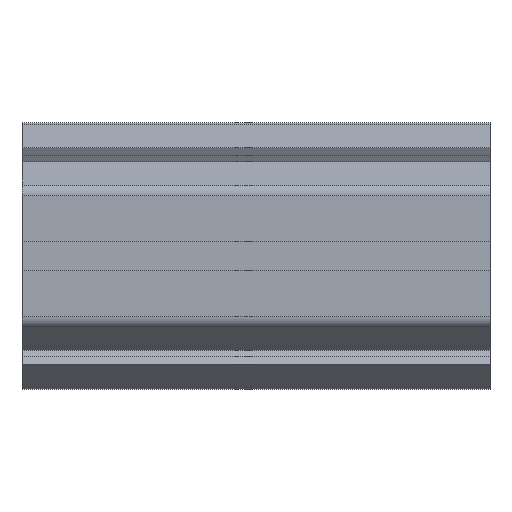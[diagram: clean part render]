
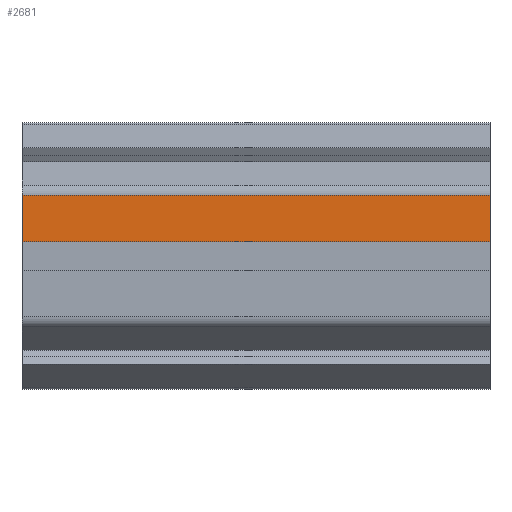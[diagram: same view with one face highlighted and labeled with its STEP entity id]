
A CAD part, front view. The second image highlights one B-rep face of the part: STEP entity #2681.
In plain terms, the highlighted planar face has unit normal (0, -1, 0).
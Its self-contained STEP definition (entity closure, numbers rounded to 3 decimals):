
#124=ORIENTED_EDGE('',*,*,#907,.T.);
#125=ORIENTED_EDGE('',*,*,#908,.F.);
#126=ORIENTED_EDGE('',*,*,#909,.F.);
#127=ORIENTED_EDGE('',*,*,#905,.T.);
#905=EDGE_CURVE('',#1291,#1290,#1566,.T.);
#907=EDGE_CURVE('',#1290,#1292,#1567,.T.);
#908=EDGE_CURVE('',#1293,#1292,#1568,.T.);
#909=EDGE_CURVE('',#1291,#1293,#1569,.T.);
#1290=VERTEX_POINT('',#3768);
#1291=VERTEX_POINT('',#3770);
#1292=VERTEX_POINT('',#3774);
#1293=VERTEX_POINT('',#3776);
#1566=LINE('',#3769,#1932);
#1567=LINE('',#3773,#1933);
#1568=LINE('',#3775,#1934);
#1569=LINE('',#3777,#1935);
#1932=VECTOR('',#3056,1000.);
#1933=VECTOR('',#3061,1000.);
#1934=VECTOR('',#3062,1000.);
#1935=VECTOR('',#3063,1000.);
#2274=EDGE_LOOP('',(#124,#125,#126,#127));
#2418=FACE_BOUND('',#2274,.T.);
#2560=PLANE('',#2833);
#2681=ADVANCED_FACE('',(#2418),#2560,.F.);
#2833=AXIS2_PLACEMENT_3D('',#3772,#3059,#3060);
#3056=DIRECTION('',(-1.,0.,0.));
#3059=DIRECTION('',(0.,1.,0.));
#3060=DIRECTION('',(0.,0.,1.));
#3061=DIRECTION('',(0.,0.,-1.));
#3062=DIRECTION('',(-1.,0.,0.));
#3063=DIRECTION('',(0.,0.,-1.));
#3768=CARTESIAN_POINT('',(0.,-25.,12.99));
#3769=CARTESIAN_POINT('',(100.,-25.,12.99));
#3770=CARTESIAN_POINT('',(100.,-25.,12.99));
#3772=CARTESIAN_POINT('',(100.,-25.,12.99));
#3773=CARTESIAN_POINT('',(0.,-25.,12.99));
#3774=CARTESIAN_POINT('',(0.,-25.,3.));
#3775=CARTESIAN_POINT('',(100.,-25.,3.));
#3776=CARTESIAN_POINT('',(100.,-25.,3.));
#3777=CARTESIAN_POINT('',(100.,-25.,12.99));
